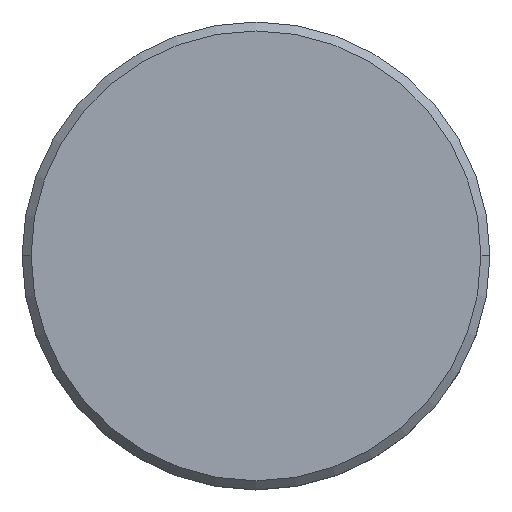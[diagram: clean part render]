
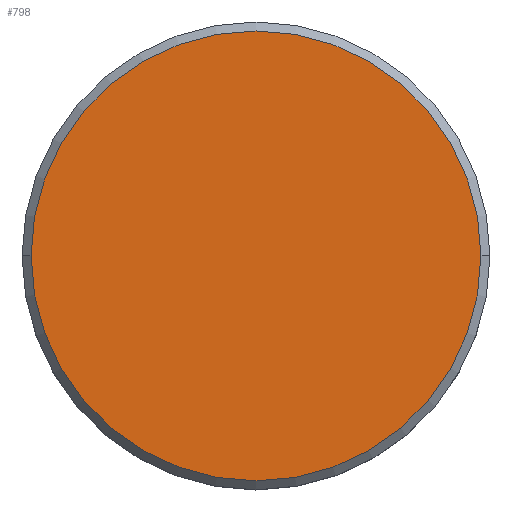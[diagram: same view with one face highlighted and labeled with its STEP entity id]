
A CAD part, top view. The second image highlights one B-rep face of the part: STEP entity #798.
In plain terms, the highlighted planar face has unit normal (0, 0, 1).
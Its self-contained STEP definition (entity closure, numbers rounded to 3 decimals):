
#1 = DIRECTION ( 'NONE',  ( 0., 0., 1. ) ) ;
#13 = DIRECTION ( 'NONE',  ( 0., 0., 1. ) ) ;
#39 = DIRECTION ( 'NONE',  ( 0., 0., 1. ) ) ;
#121 = ORIENTED_EDGE ( 'NONE', *, *, #176, .T. ) ;
#159 = CARTESIAN_POINT ( 'NONE',  ( -12.5, 0., 0. ) ) ;
#163 = AXIS2_PLACEMENT_3D ( 'NONE', #484, #1, #643 ) ;
#176 = EDGE_CURVE ( 'NONE', #319, #992, #670, .T. ) ;
#192 = CARTESIAN_POINT ( 'NONE',  ( 12.5, 0., 0. ) ) ;
#319 = VERTEX_POINT ( 'NONE', #159 ) ;
#330 = DIRECTION ( 'NONE',  ( 1., 0., 0. ) ) ;
#351 = DIRECTION ( 'NONE',  ( 1., 0., 0. ) ) ;
#410 = CIRCLE ( 'NONE', #1026, 12.5 ) ;
#484 = CARTESIAN_POINT ( 'NONE',  ( 0., 0., 0. ) ) ;
#515 = CARTESIAN_POINT ( 'NONE',  ( 0., 0., 0. ) ) ;
#566 = AXIS2_PLACEMENT_3D ( 'NONE', #515, #39, #351 ) ;
#643 = DIRECTION ( 'NONE',  ( 1., 0., 0. ) ) ;
#652 = ORIENTED_EDGE ( 'NONE', *, *, #859, .T. ) ;
#670 = CIRCLE ( 'NONE', #163, 12.5 ) ;
#708 = FACE_OUTER_BOUND ( 'NONE', #832, .T. ) ;
#739 = CARTESIAN_POINT ( 'NONE',  ( 0., 0., 0. ) ) ;
#798 = ADVANCED_FACE ( 'NONE', ( #708 ), #837, .T. ) ;
#832 = EDGE_LOOP ( 'NONE', ( #121, #652 ) ) ;
#837 = PLANE ( 'NONE',  #566 ) ;
#859 = EDGE_CURVE ( 'NONE', #992, #319, #410, .T. ) ;
#992 = VERTEX_POINT ( 'NONE', #192 ) ;
#1026 = AXIS2_PLACEMENT_3D ( 'NONE', #739, #13, #330 ) ;
